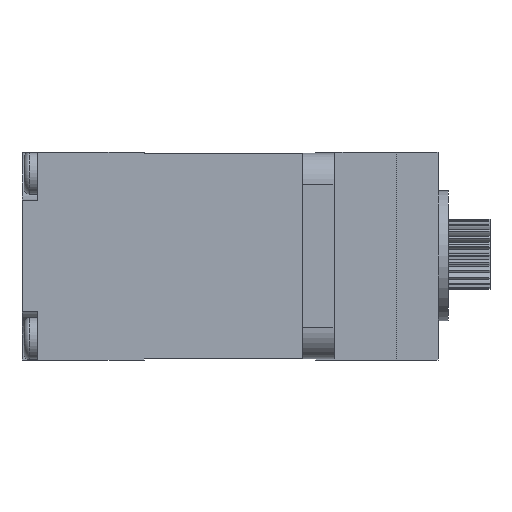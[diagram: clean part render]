
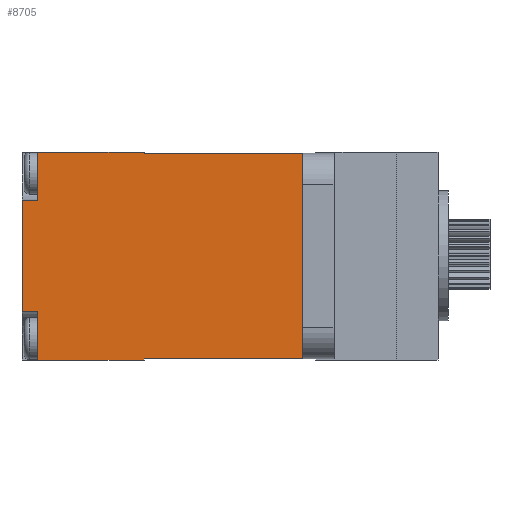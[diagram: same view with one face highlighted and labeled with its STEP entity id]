
A CAD part, front view. The second image highlights one B-rep face of the part: STEP entity #8705.
In plain terms, the highlighted planar face has unit normal (0, -1, 0).
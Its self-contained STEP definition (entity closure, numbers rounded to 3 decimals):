
#36 = DIRECTION ( 'NONE',  ( -1., 0., 0. ) ) ;
#74 = ORIENTED_EDGE ( 'NONE', *, *, #3725, .T. ) ;
#132 = LINE ( 'NONE', #791, #9252 ) ;
#170 = VECTOR ( 'NONE', #911, 1000. ) ;
#249 = VERTEX_POINT ( 'NONE', #10044 ) ;
#409 = ORIENTED_EDGE ( 'NONE', *, *, #4863, .T. ) ;
#519 = VECTOR ( 'NONE', #7308, 1000. ) ;
#547 = CARTESIAN_POINT ( 'NONE',  ( -18.5, -20., 4.62 ) ) ;
#651 = VERTEX_POINT ( 'NONE', #4498 ) ;
#791 = CARTESIAN_POINT ( 'NONE',  ( 8.25, -20., 0.1 ) ) ;
#832 = CARTESIAN_POINT ( 'NONE',  ( -18.5, -20., 0. ) ) ;
#911 = DIRECTION ( 'NONE',  ( 0., 0., 1. ) ) ;
#947 = CARTESIAN_POINT ( 'NONE',  ( -20., -20., 15.38 ) ) ;
#1076 = LINE ( 'NONE', #8055, #4817 ) ;
#1230 = VECTOR ( 'NONE', #9622, 1000. ) ;
#1690 = LINE ( 'NONE', #4786, #170 ) ;
#1813 = CARTESIAN_POINT ( 'NONE',  ( -18.5, -20., 20. ) ) ;
#1849 = ORIENTED_EDGE ( 'NONE', *, *, #4537, .F. ) ;
#1990 = EDGE_LOOP ( 'NONE', ( #6791, #9980, #74, #5543, #3851, #409, #2606, #2021, #3902, #1849, #8201, #6351 ) ) ;
#1997 = LINE ( 'NONE', #5087, #8482 ) ;
#2021 = ORIENTED_EDGE ( 'NONE', *, *, #2833, .F. ) ;
#2449 = DIRECTION ( 'NONE',  ( 0., 0., -1. ) ) ;
#2471 = EDGE_CURVE ( 'NONE', #9588, #6403, #2954, .T. ) ;
#2554 = VECTOR ( 'NONE', #8962, 1000. ) ;
#2606 = ORIENTED_EDGE ( 'NONE', *, *, #4085, .F. ) ;
#2757 = DIRECTION ( 'NONE',  ( 0., 0., -1. ) ) ;
#2833 = EDGE_CURVE ( 'NONE', #3298, #3881, #132, .T. ) ;
#2913 = VERTEX_POINT ( 'NONE', #1813 ) ;
#2954 = LINE ( 'NONE', #9739, #3215 ) ;
#3102 = LINE ( 'NONE', #5384, #3365 ) ;
#3215 = VECTOR ( 'NONE', #8441, 1000. ) ;
#3298 = VERTEX_POINT ( 'NONE', #3644 ) ;
#3365 = VECTOR ( 'NONE', #2449, 1000. ) ;
#3457 = DIRECTION ( 'NONE',  ( 0., 1., 0. ) ) ;
#3578 = CARTESIAN_POINT ( 'NONE',  ( -8.25, -20., 19.9 ) ) ;
#3644 = CARTESIAN_POINT ( 'NONE',  ( 7., -20., 0.1 ) ) ;
#3657 = VERTEX_POINT ( 'NONE', #547 ) ;
#3725 = EDGE_CURVE ( 'NONE', #6403, #7689, #3102, .T. ) ;
#3787 = AXIS2_PLACEMENT_3D ( 'NONE', #8256, #3457, #6671 ) ;
#3835 = CARTESIAN_POINT ( 'NONE',  ( 7., -20., 19.9 ) ) ;
#3851 = ORIENTED_EDGE ( 'NONE', *, *, #8973, .F. ) ;
#3881 = VERTEX_POINT ( 'NONE', #6047 ) ;
#3902 = ORIENTED_EDGE ( 'NONE', *, *, #9364, .F. ) ;
#4085 = EDGE_CURVE ( 'NONE', #3881, #8523, #1997, .T. ) ;
#4127 = DIRECTION ( 'NONE',  ( 0., 0., 1. ) ) ;
#4135 = PLANE ( 'NONE',  #3787 ) ;
#4149 = CARTESIAN_POINT ( 'NONE',  ( 7., -20., 0.1 ) ) ;
#4498 = CARTESIAN_POINT ( 'NONE',  ( -8.25, -20., 19.9 ) ) ;
#4537 = EDGE_CURVE ( 'NONE', #651, #8293, #9063, .T. ) ;
#4633 = CARTESIAN_POINT ( 'NONE',  ( -20., -20., 20. ) ) ;
#4678 = DIRECTION ( 'NONE',  ( 1., 0., 0. ) ) ;
#4786 = CARTESIAN_POINT ( 'NONE',  ( -8.25, -20., 19.9 ) ) ;
#4817 = VECTOR ( 'NONE', #4127, 1000. ) ;
#4848 = LINE ( 'NONE', #832, #5610 ) ;
#4863 = EDGE_CURVE ( 'NONE', #249, #8523, #5770, .T. ) ;
#4939 = CARTESIAN_POINT ( 'NONE',  ( -20., -20., 0. ) ) ;
#5059 = CARTESIAN_POINT ( 'NONE',  ( -18.5, -20., 4.62 ) ) ;
#5087 = CARTESIAN_POINT ( 'NONE',  ( -8.25, -20., 0.1 ) ) ;
#5384 = CARTESIAN_POINT ( 'NONE',  ( -20., -20., 20. ) ) ;
#5543 = ORIENTED_EDGE ( 'NONE', *, *, #8716, .F. ) ;
#5610 = VECTOR ( 'NONE', #8676, 1000. ) ;
#5770 = LINE ( 'NONE', #4939, #2554 ) ;
#6047 = CARTESIAN_POINT ( 'NONE',  ( -8.25, -20., 0.1 ) ) ;
#6351 = ORIENTED_EDGE ( 'NONE', *, *, #7903, .F. ) ;
#6403 = VERTEX_POINT ( 'NONE', #947 ) ;
#6569 = FACE_OUTER_BOUND ( 'NONE', #1990, .T. ) ;
#6671 = DIRECTION ( 'NONE',  ( 0., 0., 1. ) ) ;
#6791 = ORIENTED_EDGE ( 'NONE', *, *, #10101, .F. ) ;
#6871 = CARTESIAN_POINT ( 'NONE',  ( -8.25, -20., 20. ) ) ;
#6993 = CARTESIAN_POINT ( 'NONE',  ( -8.25, -20., 0. ) ) ;
#7308 = DIRECTION ( 'NONE',  ( 0., 0., -1. ) ) ;
#7430 = VECTOR ( 'NONE', #9793, 1000. ) ;
#7493 = LINE ( 'NONE', #5059, #7430 ) ;
#7689 = VERTEX_POINT ( 'NONE', #7702 ) ;
#7702 = CARTESIAN_POINT ( 'NONE',  ( -20., -20., 4.62 ) ) ;
#7903 = EDGE_CURVE ( 'NONE', #2913, #7959, #8560, .T. ) ;
#7959 = VERTEX_POINT ( 'NONE', #6871 ) ;
#8011 = EDGE_CURVE ( 'NONE', #651, #7959, #1690, .T. ) ;
#8055 = CARTESIAN_POINT ( 'NONE',  ( -18.5, -20., 20. ) ) ;
#8081 = LINE ( 'NONE', #4149, #519 ) ;
#8201 = ORIENTED_EDGE ( 'NONE', *, *, #8011, .T. ) ;
#8256 = CARTESIAN_POINT ( 'NONE',  ( -20., -20., 20. ) ) ;
#8293 = VERTEX_POINT ( 'NONE', #3835 ) ;
#8441 = DIRECTION ( 'NONE',  ( -1., 0., 0. ) ) ;
#8482 = VECTOR ( 'NONE', #2757, 1000. ) ;
#8523 = VERTEX_POINT ( 'NONE', #6993 ) ;
#8560 = LINE ( 'NONE', #4633, #10183 ) ;
#8676 = DIRECTION ( 'NONE',  ( 0., 0., 1. ) ) ;
#8705 = ADVANCED_FACE ( 'NONE', ( #6569 ), #4135, .F. ) ;
#8716 = EDGE_CURVE ( 'NONE', #3657, #7689, #7493, .T. ) ;
#8962 = DIRECTION ( 'NONE',  ( 1., 0., 0. ) ) ;
#8973 = EDGE_CURVE ( 'NONE', #249, #3657, #4848, .T. ) ;
#9063 = LINE ( 'NONE', #3578, #1230 ) ;
#9252 = VECTOR ( 'NONE', #36, 1000. ) ;
#9273 = CARTESIAN_POINT ( 'NONE',  ( -18.5, -20., 15.38 ) ) ;
#9364 = EDGE_CURVE ( 'NONE', #8293, #3298, #8081, .T. ) ;
#9588 = VERTEX_POINT ( 'NONE', #9273 ) ;
#9622 = DIRECTION ( 'NONE',  ( 1., 0., 0. ) ) ;
#9739 = CARTESIAN_POINT ( 'NONE',  ( -18.5, -20., 15.38 ) ) ;
#9793 = DIRECTION ( 'NONE',  ( -1., 0., 0. ) ) ;
#9980 = ORIENTED_EDGE ( 'NONE', *, *, #2471, .T. ) ;
#10044 = CARTESIAN_POINT ( 'NONE',  ( -18.5, -20., 0. ) ) ;
#10101 = EDGE_CURVE ( 'NONE', #9588, #2913, #1076, .T. ) ;
#10183 = VECTOR ( 'NONE', #4678, 1000. ) ;
